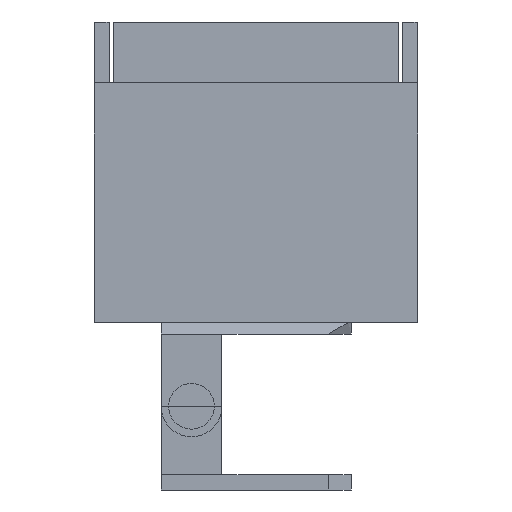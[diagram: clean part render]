
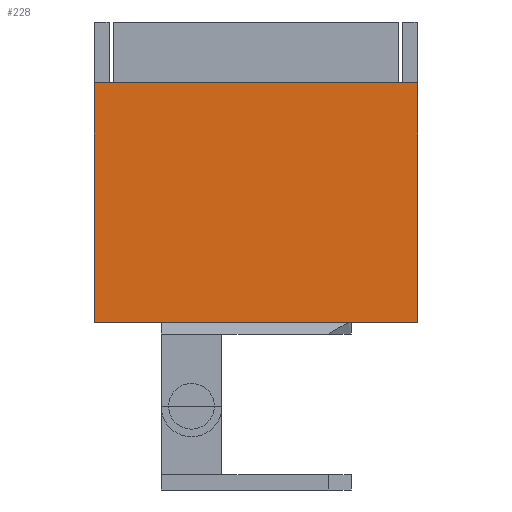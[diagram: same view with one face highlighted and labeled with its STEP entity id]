
A CAD part, left-side view. The second image highlights one B-rep face of the part: STEP entity #228.
In plain terms, the highlighted planar face has unit normal (-1, 0, 0).
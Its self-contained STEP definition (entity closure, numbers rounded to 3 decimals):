
#228=ADVANCED_FACE($,(#358),#1848,.T.);
#358=FACE_OUTER_BOUND($,#492,.T.);
#492=EDGE_LOOP($,(#1107,#1108,#1109,#1110));
#1107=ORIENTED_EDGE($,*,*,#1477,.T.);
#1108=ORIENTED_EDGE($,*,*,#1480,.T.);
#1109=ORIENTED_EDGE($,*,*,#1479,.T.);
#1110=ORIENTED_EDGE($,*,*,#1478,.T.);
#1477=EDGE_CURVE($,#1713,#1716,#2039,.T.);
#1478=EDGE_CURVE($,#1714,#1713,#2040,.T.);
#1479=EDGE_CURVE($,#1715,#1714,#2041,.T.);
#1480=EDGE_CURVE($,#1716,#1715,#2042,.T.);
#1713=VERTEX_POINT($,#4161);
#1714=VERTEX_POINT($,#4162);
#1715=VERTEX_POINT($,#4163);
#1716=VERTEX_POINT($,#4164);
#1848=PLANE($,#2314);
#2039=B_SPLINE_CURVE_WITH_KNOTS($,1,(#4107,#4108),.UNSPECIFIED.,.F.,.F.,
(2,2),(-31.5,0.),.UNSPECIFIED.);
#2040=B_SPLINE_CURVE_WITH_KNOTS($,1,(#4109,#4110),.UNSPECIFIED.,.F.,.F.,
(2,2),(74.,116.5),.UNSPECIFIED.);
#2041=B_SPLINE_CURVE_WITH_KNOTS($,1,(#4111,#4112),.UNSPECIFIED.,.F.,.F.,
(2,2),(42.5,74.),.UNSPECIFIED.);
#2042=B_SPLINE_CURVE_WITH_KNOTS($,1,(#4113,#4114),.UNSPECIFIED.,.F.,.F.,
(2,2),(0.,42.5),.UNSPECIFIED.);
#2314=AXIS2_PLACEMENT_3D($,#4148,#2414,$);
#2414=DIRECTION($,(-1.,0.,0.));
#4107=CARTESIAN_POINT($,(-969.,-44.907,17.752));
#4108=CARTESIAN_POINT($,(-969.,-44.907,-13.748));
#4109=CARTESIAN_POINT($,(-969.,-87.407,17.752));
#4110=CARTESIAN_POINT($,(-969.,-44.907,17.752));
#4111=CARTESIAN_POINT($,(-969.,-87.407,-13.748));
#4112=CARTESIAN_POINT($,(-969.,-87.407,17.752));
#4113=CARTESIAN_POINT($,(-969.,-44.907,-13.748));
#4114=CARTESIAN_POINT($,(-969.,-87.407,-13.748));
#4148=CARTESIAN_POINT($,(-969.,-87.407,17.752));
#4161=CARTESIAN_POINT($,(-969.,-44.907,17.752));
#4162=CARTESIAN_POINT($,(-969.,-87.407,17.752));
#4163=CARTESIAN_POINT($,(-969.,-87.407,-13.748));
#4164=CARTESIAN_POINT($,(-969.,-44.907,-13.748));
